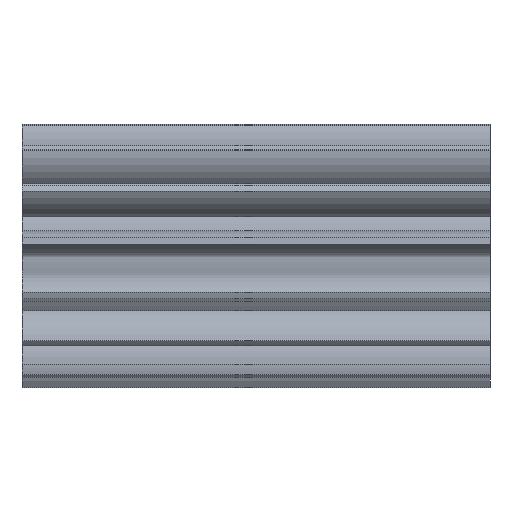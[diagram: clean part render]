
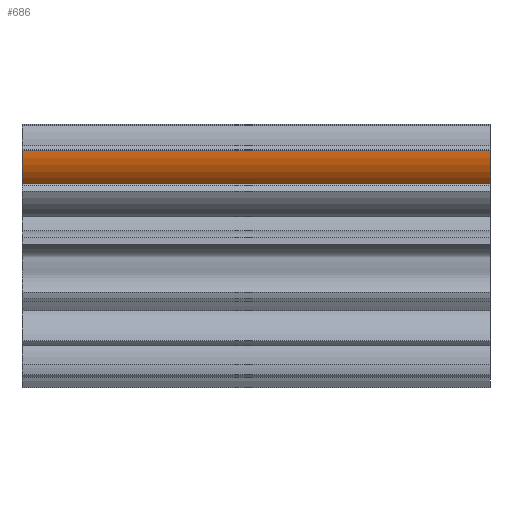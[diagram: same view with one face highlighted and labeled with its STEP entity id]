
A CAD part, top view. The second image highlights one B-rep face of the part: STEP entity #686.
In plain terms, the highlighted cylindrical face has radius 3 mm (diameter 6 mm), a partial arc.
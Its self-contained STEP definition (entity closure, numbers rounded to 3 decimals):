
#95 = LINE ( 'NONE', #192, #1009 ) ;
#192 = CARTESIAN_POINT ( 'NONE',  ( 30., 6.705, 5.172 ) ) ;
#272 = ORIENTED_EDGE ( 'NONE', *, *, #1245, .T. ) ;
#276 = EDGE_CURVE ( 'NONE', #794, #367, #333, .T. ) ;
#333 = CIRCLE ( 'NONE', #2262, 3. ) ;
#367 = VERTEX_POINT ( 'NONE', #1607 ) ;
#399 = DIRECTION ( 'NONE',  ( -1., 0., 0. ) ) ;
#461 = CARTESIAN_POINT ( 'NONE',  ( 30., 4.561, 4.271 ) ) ;
#563 = VERTEX_POINT ( 'NONE', #461 ) ;
#628 = ORIENTED_EDGE ( 'NONE', *, *, #276, .F. ) ;
#686 = ADVANCED_FACE ( 'NONE', ( #820 ), #1301, .T. ) ;
#698 = DIRECTION ( 'NONE',  ( -1., 0., 0. ) ) ;
#794 = VERTEX_POINT ( 'NONE', #2210 ) ;
#820 = FACE_OUTER_BOUND ( 'NONE', #2338, .T. ) ;
#843 = LINE ( 'NONE', #1819, #1375 ) ;
#846 = ORIENTED_EDGE ( 'NONE', *, *, #2010, .T. ) ;
#1009 = VECTOR ( 'NONE', #399, 1000. ) ;
#1044 = CARTESIAN_POINT ( 'NONE',  ( 30., 6.705, 5.172 ) ) ;
#1045 = CARTESIAN_POINT ( 'NONE',  ( 0., 6.705, 2.172 ) ) ;
#1069 = ORIENTED_EDGE ( 'NONE', *, *, #1249, .F. ) ;
#1142 = CIRCLE ( 'NONE', #1631, 3. ) ;
#1240 = DIRECTION ( 'NONE',  ( -1., 0., 0. ) ) ;
#1245 = EDGE_CURVE ( 'NONE', #563, #1359, #1142, .T. ) ;
#1249 = EDGE_CURVE ( 'NONE', #563, #794, #843, .T. ) ;
#1301 = CYLINDRICAL_SURFACE ( 'NONE', #2208, 3. ) ;
#1359 = VERTEX_POINT ( 'NONE', #1044 ) ;
#1375 = VECTOR ( 'NONE', #1240, 1000. ) ;
#1431 = DIRECTION ( 'NONE',  ( 0., 0., 1. ) ) ;
#1439 = CARTESIAN_POINT ( 'NONE',  ( 30., 6.705, 2.172 ) ) ;
#1607 = CARTESIAN_POINT ( 'NONE',  ( 0., 6.705, 5.172 ) ) ;
#1631 = AXIS2_PLACEMENT_3D ( 'NONE', #1996, #698, #2185 ) ;
#1819 = CARTESIAN_POINT ( 'NONE',  ( 30., 4.561, 4.271 ) ) ;
#1969 = DIRECTION ( 'NONE',  ( -1., 0., 0. ) ) ;
#1996 = CARTESIAN_POINT ( 'NONE',  ( 30., 6.705, 2.172 ) ) ;
#2010 = EDGE_CURVE ( 'NONE', #1359, #367, #95, .T. ) ;
#2185 = DIRECTION ( 'NONE',  ( 0., 0.743, -0.669 ) ) ;
#2208 = AXIS2_PLACEMENT_3D ( 'NONE', #1439, #1969, #1431 ) ;
#2210 = CARTESIAN_POINT ( 'NONE',  ( 0., 4.561, 4.271 ) ) ;
#2262 = AXIS2_PLACEMENT_3D ( 'NONE', #1045, #2351, #2367 ) ;
#2338 = EDGE_LOOP ( 'NONE', ( #272, #846, #628, #1069 ) ) ;
#2351 = DIRECTION ( 'NONE',  ( -1., 0., 0. ) ) ;
#2367 = DIRECTION ( 'NONE',  ( 0., 0.743, -0.669 ) ) ;
